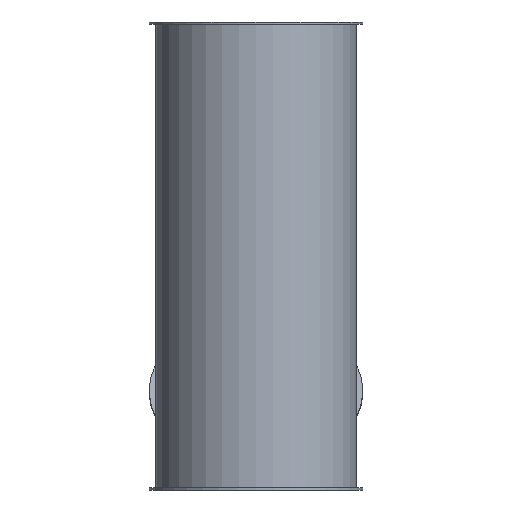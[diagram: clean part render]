
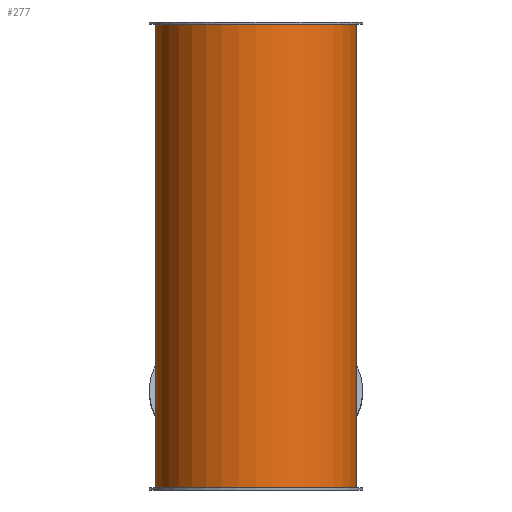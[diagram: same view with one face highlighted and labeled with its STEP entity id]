
A CAD part, front view. The second image highlights one B-rep face of the part: STEP entity #277.
In plain terms, the highlighted cylindrical face has radius 75 mm (diameter 150 mm), a full revolution.
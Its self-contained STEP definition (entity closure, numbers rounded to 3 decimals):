
#84=CARTESIAN_POINT('',(-75.0,0.0,298.5));
#85=VERTEX_POINT('',#84);
#86=CARTESIAN_POINT('',(0.0,0.0,298.5));
#87=DIRECTION('',(0.0,0.0,-1.0));
#88=DIRECTION('',(-1.0,0.0,0.0));
#89=AXIS2_PLACEMENT_3D('',#86,#87,#88);
#90=CIRCLE('',#89,75.0);
#91=EDGE_CURVE('',#85,#85,#90,.T.);
#233=CARTESIAN_POINT('',(75.0,0.,200.0));
#234=VERTEX_POINT('',#233);
#235=CARTESIAN_POINT('',(-75.0,0.,200.0));
#236=VERTEX_POINT('',#235);
#237=CARTESIAN_POINT('',(0.0,0.,200.0));
#238=DIRECTION('',(0.0,-0.383,0.924));
#239=DIRECTION('',(0.0,-0.924,-0.383));
#240=AXIS2_PLACEMENT_3D('',#237,#238,#239);
#241=ELLIPSE('',#240,81.179,75.);
#242=EDGE_CURVE('',#234,#236,#241,.T.);
#244=CARTESIAN_POINT('',(0.0,0.,200.0));
#245=DIRECTION('',(0.0,-0.924,-0.383));
#246=DIRECTION('',(0.0,-0.383,0.924));
#247=AXIS2_PLACEMENT_3D('',#244,#245,#246);
#248=ELLIPSE('',#247,195.984,75.0);
#249=EDGE_CURVE('',#236,#234,#248,.T.);
#254=CARTESIAN_POINT('',(0.0,0.0,200.0));
#255=DIRECTION('',(0.0,0.0,-1.0));
#256=DIRECTION('',(1.0,0.0,0.0));
#257=AXIS2_PLACEMENT_3D('',#254,#255,#256);
#258=CYLINDRICAL_SURFACE('',#257,75.0);
#259=ORIENTED_EDGE('',*,*,#91,.T.);
#260=EDGE_LOOP('',(#259));
#261=FACE_OUTER_BOUND('',#260,.T.);
#262=CARTESIAN_POINT('',(75.0,0.0,-48.5));
#263=VERTEX_POINT('',#262);
#264=CARTESIAN_POINT('',(0.0,0.0,-48.5));
#265=DIRECTION('',(0.0,0.0,1.0));
#266=DIRECTION('',(1.0,0.0,0.0));
#267=AXIS2_PLACEMENT_3D('',#264,#265,#266);
#268=CIRCLE('',#267,75.0);
#269=EDGE_CURVE('',#263,#263,#268,.F.);
#270=ORIENTED_EDGE('',*,*,#269,.F.);
#271=EDGE_LOOP('',(#270));
#272=FACE_BOUND('',#271,.T.);
#273=ORIENTED_EDGE('',*,*,#249,.T.);
#274=ORIENTED_EDGE('',*,*,#242,.T.);
#275=EDGE_LOOP('',(#273,#274));
#276=FACE_BOUND('',#275,.T.);
#277=ADVANCED_FACE('',(#261,#272,#276),#258,.T.);
